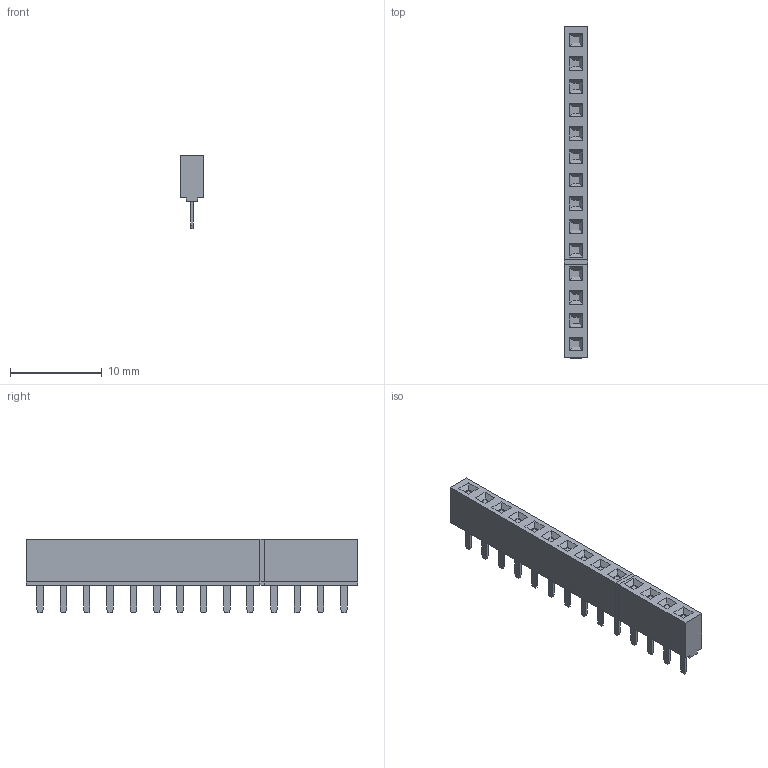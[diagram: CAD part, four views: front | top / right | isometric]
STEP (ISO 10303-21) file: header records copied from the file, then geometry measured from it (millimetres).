
FILE_DESCRIPTION(/* description */ (''),/* implementation_level */ '2;1');
FILE_NAME(/* name */ 'BG095-14-X-X-X.step',/* time_stamp */ '2015-12-09T01:18:32+09:00',/* author */ (''),/* organization */ (''),/* preprocessor_version */ 'ST-DEVELOPER v16.2',/* originating_system */ 'Autodesk Translation Framework v4.3.0.2260',/* authorisation */ '');
FILE_SCHEMA (('AUTOMOTIVE_DESIGN { 1 0 10303 214 3 1 1 }'));
Length unit declared in the file: centimetre
Products named in the file (1): Fusion
Bounding box: 2.54 x 36.1 x 8 mm (x, y, z)
Volume: 439.3 mm3; surface area: 665.9 mm2
Topology: 1 solids, 1 shells, 250 faces, 588 edges, 368 vertices
Faces by surface type: plane 250
Entity records: 6947 total; most frequent: CARTESIAN_POINT 1207, ORIENTED_EDGE 1176, DIRECTION 1090, LINE 588, VECTOR 588, EDGE_CURVE 588, VERTEX_POINT 368, EDGE_LOOP 278
